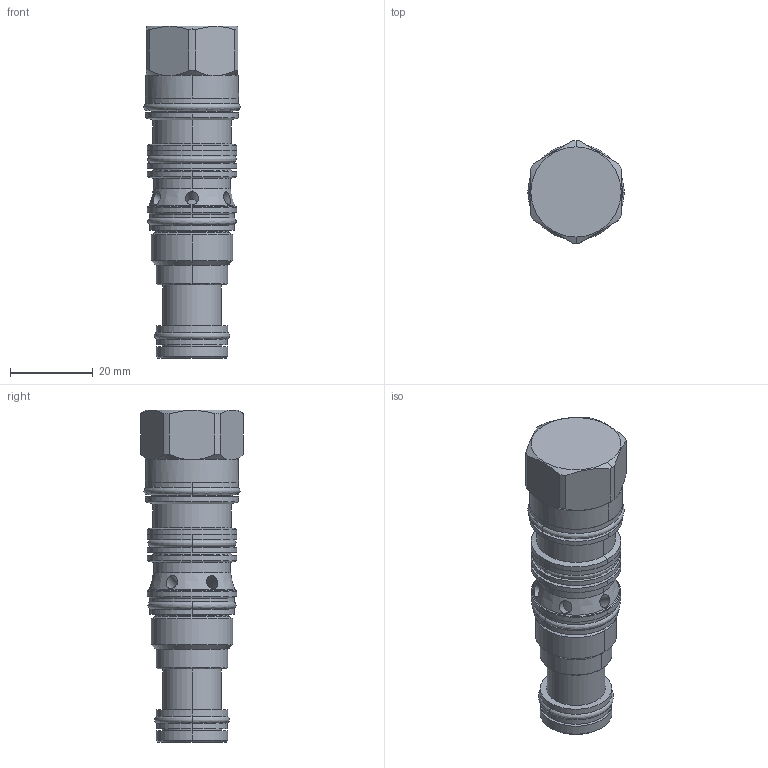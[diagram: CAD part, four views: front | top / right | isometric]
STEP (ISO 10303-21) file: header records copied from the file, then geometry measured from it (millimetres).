
FILE_DESCRIPTION((''),'2;1');
FILE_NAME('FKCA-XCN_PRT','2011-04-06T',('Administrator'),(''),'PRO/ENGINEER BY PARAMETRIC TECHNOLOGY CORPORATION, 2006240','PRO/ENGINEER BY PARAMETRIC TECHNOLOGY CORPORATION, 2006240','');
FILE_SCHEMA(('CONFIG_CONTROL_DESIGN'));
Length unit declared in the file: inch
Products named in the file (1): FKCA-XCN_PRT
Bounding box: 23.29 x 24.84 x 80.4 mm (x, y, z)
Volume: 23896.6 mm3; surface area: 9885.5 mm2
Topology: 5 solids, 5 shells, 230 faces, 490 edges, 294 vertices
Faces by surface type: cylinder 100, torus 42, plane 42, cone 32, revolution 14
Entity records: 7576 total; most frequent: CARTESIAN_POINT 2460, DIRECTION 1156, ORIENTED_EDGE 980, AXIS2_PLACEMENT_3D 504, EDGE_CURVE 490, VERTEX_POINT 294, CIRCLE 288, EDGE_LOOP 262
